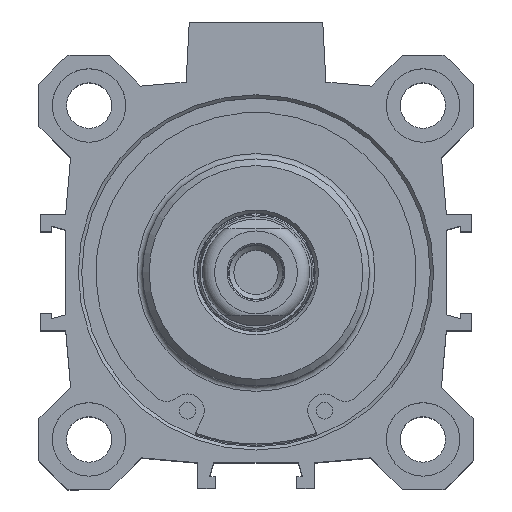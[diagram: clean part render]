
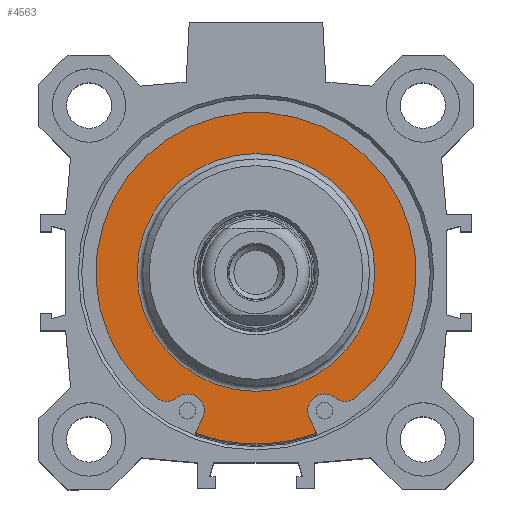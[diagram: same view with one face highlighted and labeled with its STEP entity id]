
A CAD part, top view. The second image highlights one B-rep face of the part: STEP entity #4563.
In plain terms, the highlighted planar face has unit normal (0, 0, 1).
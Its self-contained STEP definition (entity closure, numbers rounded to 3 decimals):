
#3825=CARTESIAN_POINT('',(-14.933,-18.756,79.4));
#3826=VERTEX_POINT('',#3825);
#3833=CARTESIAN_POINT('',(14.933,-18.756,79.4));
#3834=VERTEX_POINT('',#3833);
#3835=CARTESIAN_POINT('',(0.,0.,79.4));
#3836=DIRECTION('',(0.0,0.0,1.0));
#3837=DIRECTION('',(-0.623,0.782,0.0));
#3838=AXIS2_PLACEMENT_3D('',#3835,#3836,#3837);
#3839=CIRCLE('',#3838,23.975);
#3840=EDGE_CURVE('',#3834,#3826,#3839,.T.);
#3865=CARTESIAN_POINT('',(-11.809,-18.748,79.4));
#3866=VERTEX_POINT('',#3865);
#3873=CARTESIAN_POINT('',(-13.376,-16.8,79.4));
#3874=DIRECTION('',(0.0,0.0,1.0));
#3875=DIRECTION('',(0.623,0.782,0.0));
#3876=AXIS2_PLACEMENT_3D('',#3873,#3874,#3875);
#3877=CIRCLE('',#3876,2.5);
#3878=EDGE_CURVE('',#3826,#3866,#3877,.T.);
#3898=CARTESIAN_POINT('',(-7.978,-21.756,79.4));
#3899=VERTEX_POINT('',#3898);
#3906=CARTESIAN_POINT('',(-10.242,-20.696,79.4));
#3907=DIRECTION('',(0.0,0.0,-1.0));
#3908=DIRECTION('',(0.906,-0.424,0.0));
#3909=AXIS2_PLACEMENT_3D('',#3906,#3907,#3908);
#3910=CIRCLE('',#3909,2.5);
#3911=EDGE_CURVE('',#3866,#3899,#3910,.T.);
#3938=CARTESIAN_POINT('',(-9.053,-24.053,79.4));
#3939=VERTEX_POINT('',#3938);
#3946=CARTESIAN_POINT('',(-7.978,-21.756,79.4));
#3947=DIRECTION('',(-0.424,-0.906,0.0));
#3948=VECTOR('',#3947,2.536);
#3949=LINE('',#3946,#3948);
#3950=EDGE_CURVE('',#3899,#3939,#3949,.T.);
#4002=CARTESIAN_POINT('',(7.978,-21.756,79.4));
#4003=VERTEX_POINT('',#4002);
#4010=CARTESIAN_POINT('',(9.053,-24.053,79.4));
#4011=VERTEX_POINT('',#4010);
#4012=CARTESIAN_POINT('',(9.053,-24.053,79.4));
#4013=DIRECTION('',(-0.424,0.906,0.0));
#4014=VECTOR('',#4013,2.536);
#4015=LINE('',#4012,#4014);
#4016=EDGE_CURVE('',#4011,#4003,#4015,.T.);
#4042=CARTESIAN_POINT('',(11.809,-18.748,79.4));
#4043=VERTEX_POINT('',#4042);
#4050=CARTESIAN_POINT('',(10.242,-20.696,79.4));
#4051=DIRECTION('',(0.0,0.0,-1.0));
#4052=DIRECTION('',(0.627,0.779,0.0));
#4053=AXIS2_PLACEMENT_3D('',#4050,#4051,#4052);
#4054=CIRCLE('',#4053,2.5);
#4055=EDGE_CURVE('',#4003,#4043,#4054,.T.);
#4074=CARTESIAN_POINT('',(13.376,-16.8,79.4));
#4075=DIRECTION('',(0.0,0.0,1.0));
#4076=DIRECTION('',(0.627,0.779,0.0));
#4077=AXIS2_PLACEMENT_3D('',#4074,#4075,#4076);
#4078=CIRCLE('',#4077,2.5);
#4079=EDGE_CURVE('',#4043,#3834,#4078,.T.);
#4516=CARTESIAN_POINT('',(0.,17.8,79.4));
#4517=VERTEX_POINT('',#4516);
#4518=CARTESIAN_POINT('',(0.,0.,79.4));
#4519=DIRECTION('',(0.0,0.0,1.0));
#4520=DIRECTION('',(0.0,-1.0,0.0));
#4521=AXIS2_PLACEMENT_3D('',#4518,#4519,#4520);
#4522=CIRCLE('',#4521,17.8);
#4523=EDGE_CURVE('',#4517,#4517,#4522,.T.);
#4539=CARTESIAN_POINT('',(0.,21.35,79.4));
#4540=DIRECTION('',(0.0,0.0,1.0));
#4541=DIRECTION('',(1.0,0.0,0.0));
#4542=AXIS2_PLACEMENT_3D('',#4539,#4540,#4541);
#4543=PLANE('',#4542);
#4544=ORIENTED_EDGE('',*,*,#3950,.T.);
#4545=CARTESIAN_POINT('',(0.,0.,79.4));
#4546=DIRECTION('',(0.0,0.0,1.0));
#4547=DIRECTION('',(0.0,1.0,0.0));
#4548=AXIS2_PLACEMENT_3D('',#4545,#4546,#4547);
#4549=CIRCLE('',#4548,25.7);
#4550=EDGE_CURVE('',#3939,#4011,#4549,.T.);
#4551=ORIENTED_EDGE('',*,*,#4550,.T.);
#4552=ORIENTED_EDGE('',*,*,#4016,.T.);
#4553=ORIENTED_EDGE('',*,*,#4055,.T.);
#4554=ORIENTED_EDGE('',*,*,#4079,.T.);
#4555=ORIENTED_EDGE('',*,*,#3840,.T.);
#4556=ORIENTED_EDGE('',*,*,#3878,.T.);
#4557=ORIENTED_EDGE('',*,*,#3911,.T.);
#4558=EDGE_LOOP('',(#4544,#4551,#4552,#4553,#4554,#4555,#4556,#4557));
#4559=FACE_OUTER_BOUND('',#4558,.T.);
#4560=ORIENTED_EDGE('',*,*,#4523,.F.);
#4561=EDGE_LOOP('',(#4560));
#4562=FACE_BOUND('',#4561,.T.);
#4563=ADVANCED_FACE('',(#4559,#4562),#4543,.T.);
